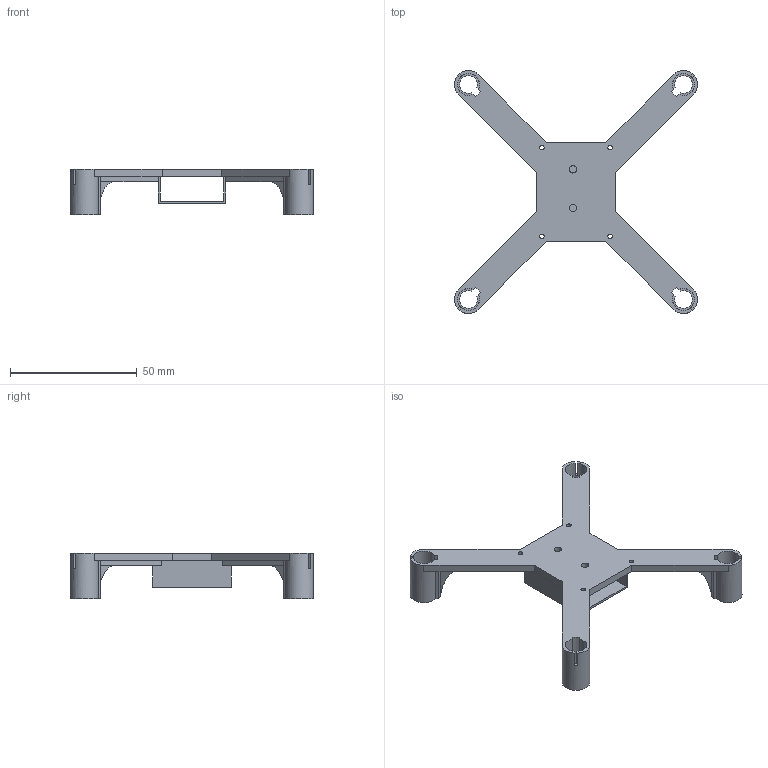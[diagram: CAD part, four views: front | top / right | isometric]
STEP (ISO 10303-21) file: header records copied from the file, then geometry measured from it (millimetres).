
FILE_DESCRIPTION(/* description */ (''),/* implementation_level */ '2;1');
FILE_NAME(/* name */ 'flix-frame-1.1.step',/* time_stamp */ '2025-01-22T00:04:13+03:00',/* author */ (''),/* organization */ (''),/* preprocessor_version */ '',/* originating_system */ '',/* authorisation */ '');
FILE_SCHEMA (('AP242_MANAGED_MODEL_BASED_3D_ENGINEERING_MIM_LF { 1 0 10303 442 1 1 4 }'));
Length unit declared in the file: millimetre
Products named in the file (1): flix-frame
Bounding box: 95.85 x 95.85 x 18 mm (x, y, z)
Volume: 12890.6 mm3; surface area: 16211.9 mm2
Topology: 9 solids, 9 shells, 140 faces, 375 edges, 250 vertices
Faces by surface type: plane 102, cylinder 34, bspline 4
Full cylindrical faces by diameter (mm): 1.8 x4, 2.9 x2
Entity records: 4446 total; most frequent: CARTESIAN_POINT 802, ORIENTED_EDGE 750, DIRECTION 733, EDGE_CURVE 375, LINE 275, VECTOR 275, VERTEX_POINT 250, AXIS2_PLACEMENT_3D 229
